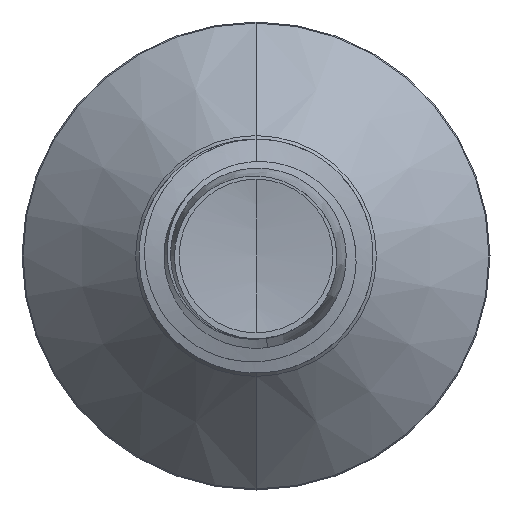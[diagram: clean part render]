
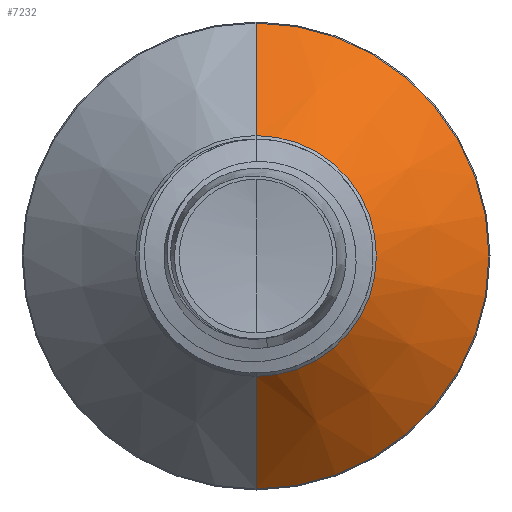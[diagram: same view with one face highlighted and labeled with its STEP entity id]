
A CAD part, front view. The second image highlights one B-rep face of the part: STEP entity #7232.
In plain terms, the highlighted conical face has half-angle 45 degrees and reference radius 3.088 mm.
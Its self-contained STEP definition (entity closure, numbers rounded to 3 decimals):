
#450 = CARTESIAN_POINT ( 'NONE',  ( 0., 4.239, 3.089 ) ) ;
#997 = CARTESIAN_POINT ( 'NONE',  ( 0., 7.124, 5.974 ) ) ;
#1321 = EDGE_LOOP ( 'NONE', ( #6021, #7947, #8187, #7671 ) ) ;
#2049 = DIRECTION ( 'NONE',  ( 0., 0., 1. ) ) ;
#2068 = DIRECTION ( 'NONE',  ( 0., 1., 0. ) ) ;
#2087 = CARTESIAN_POINT ( 'NONE',  ( 0., 4.239, 0. ) ) ;
#2551 = AXIS2_PLACEMENT_3D ( 'NONE', #2087, #2068, #2049 ) ;
#3790 = VERTEX_POINT ( 'NONE', #997 ) ;
#4051 = EDGE_CURVE ( 'NONE', #9412, #5752, #12447, .T. ) ;
#4672 = DIRECTION ( 'NONE',  ( 0., 1., 0. ) ) ;
#4760 = EDGE_CURVE ( 'NONE', #5078, #9412, #10574, .T. ) ;
#4945 = CARTESIAN_POINT ( 'NONE',  ( 0., 4.239, 3.089 ) ) ;
#5078 = VERTEX_POINT ( 'NONE', #450 ) ;
#5457 = DIRECTION ( 'NONE',  ( 0., 0., 1. ) ) ;
#5752 = VERTEX_POINT ( 'NONE', #11634 ) ;
#6021 = ORIENTED_EDGE ( 'NONE', *, *, #4760, .T. ) ;
#6390 = CARTESIAN_POINT ( 'NONE',  ( 0., 7.124, 0. ) ) ;
#6669 = CARTESIAN_POINT ( 'NONE',  ( 0., 4.239, -3.089 ) ) ;
#7215 = DIRECTION ( 'NONE',  ( 0., 0., 1. ) ) ;
#7232 = ADVANCED_FACE ( 'NONE', ( #11135 ), #10563, .T. ) ;
#7257 = CIRCLE ( 'NONE', #8354, 5.974 ) ;
#7602 = VECTOR ( 'NONE', #11387, 1000. ) ;
#7671 = ORIENTED_EDGE ( 'NONE', *, *, #12715, .F. ) ;
#7947 = ORIENTED_EDGE ( 'NONE', *, *, #4051, .T. ) ;
#8130 = EDGE_CURVE ( 'NONE', #3790, #5752, #7257, .T. ) ;
#8187 = ORIENTED_EDGE ( 'NONE', *, *, #8130, .F. ) ;
#8354 = AXIS2_PLACEMENT_3D ( 'NONE', #6390, #12610, #7215 ) ;
#8600 = LINE ( 'NONE', #4945, #10179 ) ;
#9412 = VERTEX_POINT ( 'NONE', #6669 ) ;
#9626 = AXIS2_PLACEMENT_3D ( 'NONE', #11134, #4672, #5457 ) ;
#10179 = VECTOR ( 'NONE', #10546, 1000. ) ;
#10546 = DIRECTION ( 'NONE',  ( 0., 0.707, 0.707 ) ) ;
#10563 = CONICAL_SURFACE ( 'NONE', #9626, 3.089, 0.785 ) ;
#10574 = CIRCLE ( 'NONE', #2551, 3.089 ) ;
#11134 = CARTESIAN_POINT ( 'NONE',  ( 0., 4.239, 0. ) ) ;
#11135 = FACE_OUTER_BOUND ( 'NONE', #1321, .T. ) ;
#11262 = CARTESIAN_POINT ( 'NONE',  ( 0., 4.239, -3.089 ) ) ;
#11387 = DIRECTION ( 'NONE',  ( 0., 0.707, -0.707 ) ) ;
#11634 = CARTESIAN_POINT ( 'NONE',  ( 0., 7.124, -5.974 ) ) ;
#12447 = LINE ( 'NONE', #11262, #7602 ) ;
#12610 = DIRECTION ( 'NONE',  ( 0., 1., 0. ) ) ;
#12715 = EDGE_CURVE ( 'NONE', #5078, #3790, #8600, .T. ) ;
